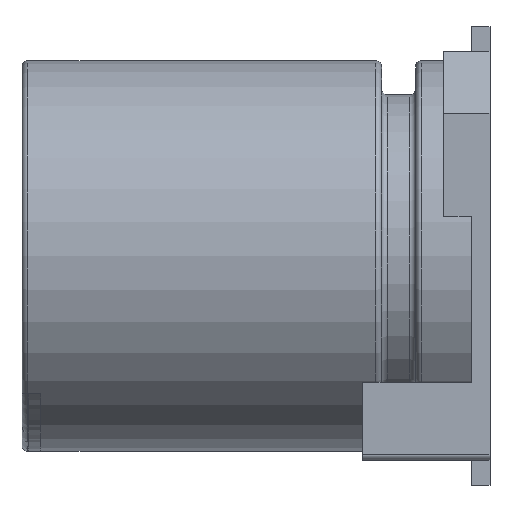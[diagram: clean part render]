
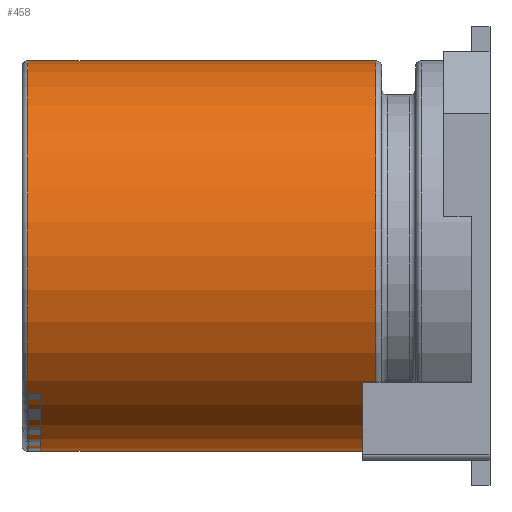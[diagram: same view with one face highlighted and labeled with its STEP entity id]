
A CAD part, top view. The second image highlights one B-rep face of the part: STEP entity #458.
In plain terms, the highlighted cylindrical face has radius 3.15 mm (diameter 6.3 mm), a partial arc.
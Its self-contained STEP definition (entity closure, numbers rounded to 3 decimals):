
#75 = CIRCLE ( 'NONE', #3045, 3.15 ) ;
#359 = LINE ( 'NONE', #501, #361 ) ;
#361 = VECTOR ( 'NONE', #494, 1000. ) ;
#367 = LINE ( 'NONE', #606, #380 ) ;
#378 = CIRCLE ( 'NONE', #3126, 3.15 ) ;
#380 = VECTOR ( 'NONE', #612, 1000. ) ;
#392 = EDGE_CURVE ( 'NONE', #2304, #2348, #378, .T. ) ;
#458 = ADVANCED_FACE ( 'NONE', ( #2657 ), #2662, .T. ) ;
#494 = DIRECTION ( 'NONE',  ( 1., 0., 0. ) ) ;
#501 = CARTESIAN_POINT ( 'NONE',  ( 7.25, 3.15, 0. ) ) ;
#603 = DIRECTION ( 'NONE',  ( 0., 1., 0. ) ) ;
#604 = DIRECTION ( 'NONE',  ( 1., 0., 0. ) ) ;
#605 = CARTESIAN_POINT ( 'NONE',  ( 0.095, 0., 0. ) ) ;
#606 = CARTESIAN_POINT ( 'NONE',  ( 7.25, -3.15, 0. ) ) ;
#612 = DIRECTION ( 'NONE',  ( 1., 0., 0. ) ) ;
#858 = DIRECTION ( 'NONE',  ( 0., 1., 0. ) ) ;
#859 = DIRECTION ( 'NONE',  ( 1., 0., 0. ) ) ;
#860 = CARTESIAN_POINT ( 'NONE',  ( 5.705, 0., 0. ) ) ;
#1214 = CARTESIAN_POINT ( 'NONE',  ( 0.095, -3.15, 0. ) ) ;
#1266 = CARTESIAN_POINT ( 'NONE',  ( 0.095, 3.15, 0. ) ) ;
#1335 = CARTESIAN_POINT ( 'NONE',  ( 5.705, -3.15, 0. ) ) ;
#1400 = CARTESIAN_POINT ( 'NONE',  ( 5.705, 3.15, 0. ) ) ;
#1577 = EDGE_CURVE ( 'NONE', #2215, #2250, #75, .T. ) ;
#1862 = ORIENTED_EDGE ( 'NONE', *, *, #392, .T. ) ;
#1863 = ORIENTED_EDGE ( 'NONE', *, *, #3582, .T. ) ;
#1864 = ORIENTED_EDGE ( 'NONE', *, *, #1577, .F. ) ;
#1865 = ORIENTED_EDGE ( 'NONE', *, *, #2731, .F. ) ;
#2215 = VERTEX_POINT ( 'NONE', #1400 ) ;
#2250 = VERTEX_POINT ( 'NONE', #1335 ) ;
#2304 = VERTEX_POINT ( 'NONE', #1266 ) ;
#2348 = VERTEX_POINT ( 'NONE', #1214 ) ;
#2489 = EDGE_LOOP ( 'NONE', ( #1862, #1863, #1864, #1865 ) ) ;
#2657 = FACE_OUTER_BOUND ( 'NONE', #2489, .T. ) ;
#2662 = CYLINDRICAL_SURFACE ( 'NONE', #2879, 3.15 ) ;
#2731 = EDGE_CURVE ( 'NONE', #2304, #2215, #359, .T. ) ;
#2879 = AXIS2_PLACEMENT_3D ( 'NONE', #3248, #3246, #3236 ) ;
#3045 = AXIS2_PLACEMENT_3D ( 'NONE', #860, #859, #858 ) ;
#3126 = AXIS2_PLACEMENT_3D ( 'NONE', #605, #604, #603 ) ;
#3236 = DIRECTION ( 'NONE',  ( 0., 1., 0. ) ) ;
#3246 = DIRECTION ( 'NONE',  ( 1., 0., 0. ) ) ;
#3248 = CARTESIAN_POINT ( 'NONE',  ( 7.25, 0., 0. ) ) ;
#3582 = EDGE_CURVE ( 'NONE', #2348, #2250, #367, .T. ) ;
